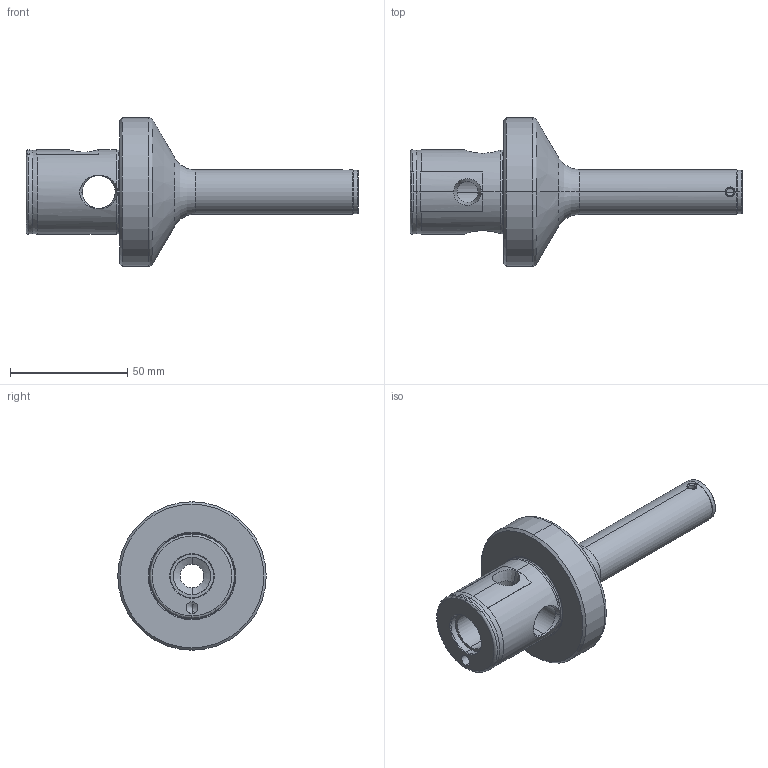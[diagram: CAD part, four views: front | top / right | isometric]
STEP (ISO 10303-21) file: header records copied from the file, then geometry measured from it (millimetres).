
FILE_DESCRIPTION (( 'STEP AP214' ), '1' );
FILE_NAME ('11.332.610.STEP', '2014-06-17T13:02:04', ( '' ), ( '' ), 'SwSTEP 2.0', 'SolidWorks 2014', '' );
FILE_SCHEMA (( 'AUTOMOTIVE_DESIGN' ));
Length unit declared in the file: millimetre
Products named in the file (1): 11.332.610
Bounding box: 141.5 x 63.27 x 63.27 mm (x, y, z)
Volume: 102096.6 mm3; surface area: 24043.8 mm2
Topology: 1 solids, 1 shells, 108 faces, 256 edges, 147 vertices
Faces by surface type: cone 37, cylinder 36, plane 21, torus 12, bspline 2
Entity records: 3937 total; most frequent: CARTESIAN_POINT 1380, DIRECTION 541, ORIENTED_EDGE 508, EDGE_CURVE 254, AXIS2_PLACEMENT_3D 220, VERTEX_POINT 147, EDGE_LOOP 117, CIRCLE 113
